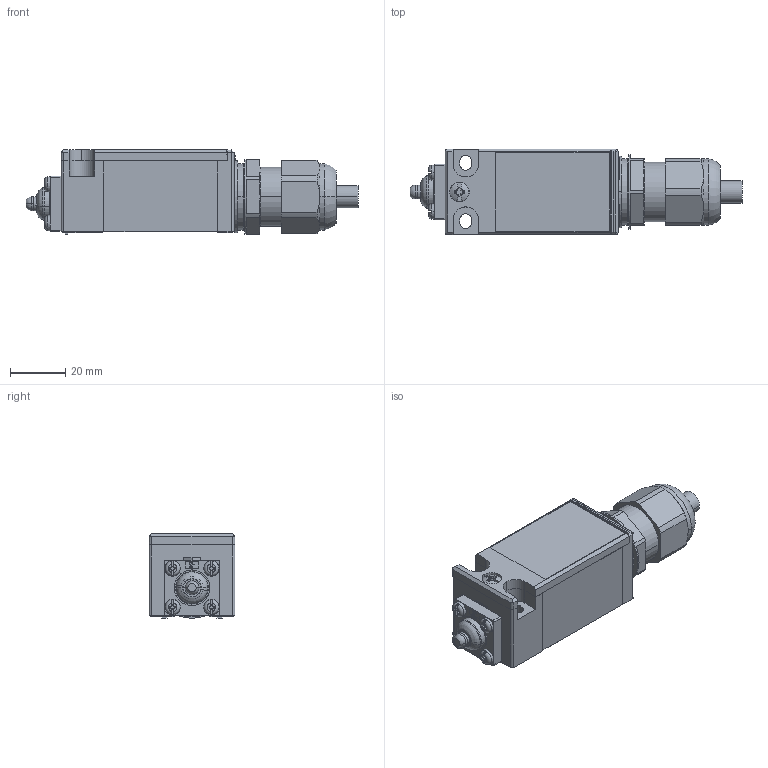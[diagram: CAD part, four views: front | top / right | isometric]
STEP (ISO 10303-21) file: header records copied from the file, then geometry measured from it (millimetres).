
FILE_DESCRIPTION (( 'STEP AP203' ), '1' );
FILE_NAME ('8060-1-_-S.STEP', '2014-11-12T09:26:33', ( '' ), ( '' ), 'SwSTEP 2.0', 'SolidWorks 2014', '' );
FILE_SCHEMA (( 'CONFIG_CONTROL_DESIGN' ));
Length unit declared in the file: millimetre
Products named in the file (23): 506_534_0; 502_786_0; 81_610_77_01_0_Stutzen_Vereinfacht; 80_709_01_87_0_Eingebaut in 8060; 506_831_0; 81_610_77_01_0_Dichtung; 80_609_01_10_0; 371_647_0_Eingebaut mit Rahmen 8060; 81_610_77_01_0_Hutmutter_Vereinfacht; 80_609_01_90_0_Vereinfach; 80_609_01_15_0; 81_616_05_30_0_Anschlussgewindedichtung_M20; 80_600_01_17_0_Vereinfacht; 80_609_08_94_0_L angelegt und geschliffen; 8161_Staubschutzkappe_M20; 8060-1-_-S; 80_609_01_31_0; 81_610_77_01_0_Vereinfacht; 80_609_02_10_0; 80_609_01_05_0_3d export; 80_609_07_26_0; 80_609_01_95_0_montiert in 80_600_06_76_0; 80_609_04_04_0_3d export
Assembly tree (25 placements, depth 3):
  8060-1-_-S
    80_609_04_04_0_3d export
    81_610_77_01_0_Vereinfacht
      81_610_77_01_0_Stutzen_Vereinfacht
      81_610_77_01_0_Dichtung
      81_610_77_01_0_Hutmutter_Vereinfacht
      81_616_05_30_0_Anschlussgewindedichtung_M20
      8161_Staubschutzkappe_M20
    80_609_01_05_0_3d export
    80_609_01_95_0_montiert in 80_600_06_76_0
    502_786_0
    506_831_0
    371_647_0_Eingebaut mit Rahmen 8060
    80_609_01_15_0
    80_609_08_94_0_L angelegt und geschliffen
    80_609_01_31_0
    80_609_02_10_0
    80_609_07_26_0
    506_534_0
    80_709_01_87_0_Eingebaut in 8060
    80_600_01_17_0_Vereinfacht
      80_609_01_10_0
      80_609_01_90_0_Vereinfach  x4
Bounding box: 119.95 x 31 x 30.5 mm (x, y, z)
Volume: 40648.3 mm3; surface area: 38518.6 mm2
Topology: 25 solids, 25 shells, 1638 faces, 4230 edges, 2718 vertices
Faces by surface type: plane 906, cylinder 328, bspline 188, cone 99, torus 98, sphere 19
Entity records: 61380 total; most frequent: CARTESIAN_POINT 21538, ORIENTED_EDGE 8040, DIRECTION 7260, EDGE_CURVE 4020, VERTEX_POINT 2590, VECTOR 2526, LINE 2526, AXIS2_PLACEMENT_3D 2367
